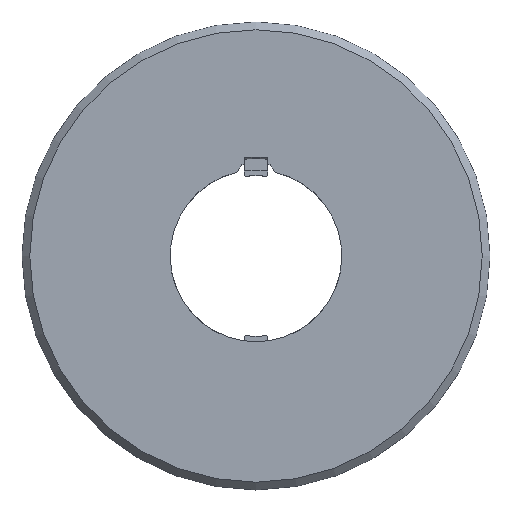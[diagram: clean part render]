
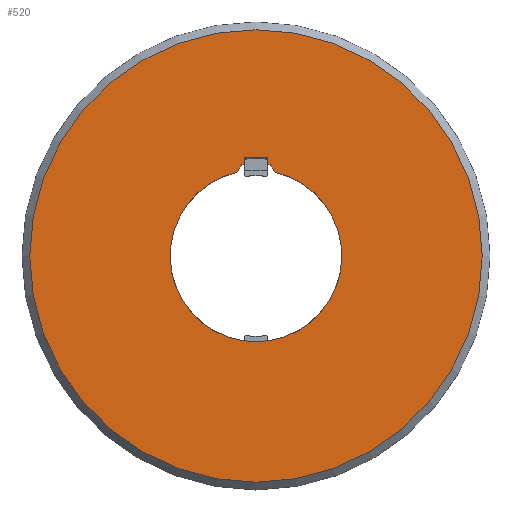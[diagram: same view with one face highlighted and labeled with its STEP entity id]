
A CAD part, top view. The second image highlights one B-rep face of the part: STEP entity #520.
In plain terms, the highlighted planar face has unit normal (0, 0, 1).
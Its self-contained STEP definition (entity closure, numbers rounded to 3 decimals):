
#8 = EDGE_LOOP ( 'NONE', ( #38 ) ) ;
#23 = CIRCLE ( 'NONE', #384, 12.7 ) ;
#38 = ORIENTED_EDGE ( 'NONE', *, *, #1001, .T. ) ;
#40 = DIRECTION ( 'NONE',  ( 0., 0., 1. ) ) ;
#70 = DIRECTION ( 'NONE',  ( 1., 0., 0. ) ) ;
#101 = LINE ( 'NONE', #205, #1006 ) ;
#133 = VERTEX_POINT ( 'NONE', #868 ) ;
#136 = ORIENTED_EDGE ( 'NONE', *, *, #536, .T. ) ;
#145 = EDGE_CURVE ( 'NONE', #1101, #195, #1051, .T. ) ;
#176 = AXIS2_PLACEMENT_3D ( 'NONE', #581, #740, #1039 ) ;
#185 = CARTESIAN_POINT ( 'NONE',  ( -1.5, 11.7, 1.5 ) ) ;
#186 = DIRECTION ( 'NONE',  ( 0., -1., 0. ) ) ;
#195 = VERTEX_POINT ( 'NONE', #785 ) ;
#205 = CARTESIAN_POINT ( 'NONE',  ( -1.625, 11.7, 1.5 ) ) ;
#207 = DIRECTION ( 'NONE',  ( 0.578, -0.816, 0. ) ) ;
#224 = DIRECTION ( 'NONE',  ( 0.578, 0.816, 0. ) ) ;
#235 = CARTESIAN_POINT ( 'NONE',  ( 1.5, 0., 1.5 ) ) ;
#267 = VERTEX_POINT ( 'NONE', #730 ) ;
#277 = FACE_BOUND ( 'NONE', #566, .T. ) ;
#302 = CIRCLE ( 'NONE', #1095, 29. ) ;
#363 = ORIENTED_EDGE ( 'NONE', *, *, #744, .T. ) ;
#381 = CARTESIAN_POINT ( 'NONE',  ( 1.5, 11.7, 1.5 ) ) ;
#384 = AXIS2_PLACEMENT_3D ( 'NONE', #751, #764, #186 ) ;
#406 = ORIENTED_EDGE ( 'NONE', *, *, #549, .T. ) ;
#420 = VERTEX_POINT ( 'NONE', #484 ) ;
#463 = ORIENTED_EDGE ( 'NONE', *, *, #985, .T. ) ;
#465 = CARTESIAN_POINT ( 'NONE',  ( -1.5, 0., 1.5 ) ) ;
#475 = DIRECTION ( 'NONE',  ( 1., 0., 0. ) ) ;
#484 = CARTESIAN_POINT ( 'NONE',  ( 1.8, 11.7, 1.5 ) ) ;
#511 = LINE ( 'NONE', #235, #605 ) ;
#520 = ADVANCED_FACE ( 'NONE', ( #674, #277 ), #928, .T. ) ;
#521 = LINE ( 'NONE', #1082, #921 ) ;
#532 = VERTEX_POINT ( 'NONE', #381 ) ;
#536 = EDGE_CURVE ( 'NONE', #195, #1152, #101, .T. ) ;
#549 = EDGE_CURVE ( 'NONE', #133, #1101, #909, .T. ) ;
#564 = CARTESIAN_POINT ( 'NONE',  ( 0., 0., 1.5 ) ) ;
#566 = EDGE_LOOP ( 'NONE', ( #363, #695, #463, #406, #924, #136, #600, #578 ) ) ;
#567 = EDGE_CURVE ( 'NONE', #1152, #651, #1018, .T. ) ;
#570 = CARTESIAN_POINT ( 'NONE',  ( -1.5, 12.611, 1.5 ) ) ;
#578 = ORIENTED_EDGE ( 'NONE', *, *, #584, .T. ) ;
#581 = CARTESIAN_POINT ( 'NONE',  ( 0., 0., 1.5 ) ) ;
#584 = EDGE_CURVE ( 'NONE', #651, #760, #23, .T. ) ;
#600 = ORIENTED_EDGE ( 'NONE', *, *, #567, .T. ) ;
#605 = VECTOR ( 'NONE', #878, 1000. ) ;
#622 = VECTOR ( 'NONE', #207, 1000. ) ;
#639 = AXIS2_PLACEMENT_3D ( 'NONE', #564, #949, #941 ) ;
#651 = VERTEX_POINT ( 'NONE', #570 ) ;
#674 = FACE_OUTER_BOUND ( 'NONE', #8, .T. ) ;
#695 = ORIENTED_EDGE ( 'NONE', *, *, #791, .T. ) ;
#706 = CARTESIAN_POINT ( 'NONE',  ( 1.5, 12.611, 1.5 ) ) ;
#730 = CARTESIAN_POINT ( 'NONE',  ( -29., 0., 1.5 ) ) ;
#740 = DIRECTION ( 'NONE',  ( 0., 0., -1. ) ) ;
#744 = EDGE_CURVE ( 'NONE', #760, #532, #511, .T. ) ;
#751 = CARTESIAN_POINT ( 'NONE',  ( 0., 0., 1.5 ) ) ;
#760 = VERTEX_POINT ( 'NONE', #706 ) ;
#764 = DIRECTION ( 'NONE',  ( 0., 0., -1. ) ) ;
#782 = DIRECTION ( 'NONE',  ( -1., 0., 0. ) ) ;
#785 = CARTESIAN_POINT ( 'NONE',  ( -1.8, 11.7, 1.5 ) ) ;
#791 = EDGE_CURVE ( 'NONE', #532, #420, #521, .T. ) ;
#797 = LINE ( 'NONE', #956, #622 ) ;
#857 = CARTESIAN_POINT ( 'NONE',  ( 0., 0., 1.5 ) ) ;
#868 = CARTESIAN_POINT ( 'NONE',  ( 2.5, 10.712, 1.5 ) ) ;
#878 = DIRECTION ( 'NONE',  ( 0., -1., 0. ) ) ;
#885 = CARTESIAN_POINT ( 'NONE',  ( -2.5, 10.712, 1.5 ) ) ;
#909 = CIRCLE ( 'NONE', #176, 11. ) ;
#917 = VECTOR ( 'NONE', #224, 1000. ) ;
#921 = VECTOR ( 'NONE', #70, 1000. ) ;
#924 = ORIENTED_EDGE ( 'NONE', *, *, #145, .T. ) ;
#928 = PLANE ( 'NONE',  #639 ) ;
#941 = DIRECTION ( 'NONE',  ( 1., 0., 0. ) ) ;
#944 = VECTOR ( 'NONE', #1102, 1000. ) ;
#949 = DIRECTION ( 'NONE',  ( 0., 0., 1. ) ) ;
#956 = CARTESIAN_POINT ( 'NONE',  ( 1.8, 11.7, 1.5 ) ) ;
#985 = EDGE_CURVE ( 'NONE', #420, #133, #797, .T. ) ;
#990 = CARTESIAN_POINT ( 'NONE',  ( -2.5, 10.712, 1.5 ) ) ;
#1001 = EDGE_CURVE ( 'NONE', #267, #267, #302, .T. ) ;
#1006 = VECTOR ( 'NONE', #475, 1000. ) ;
#1018 = LINE ( 'NONE', #465, #944 ) ;
#1039 = DIRECTION ( 'NONE',  ( -1., 0., 0. ) ) ;
#1051 = LINE ( 'NONE', #885, #917 ) ;
#1082 = CARTESIAN_POINT ( 'NONE',  ( 1.8, 11.7, 1.5 ) ) ;
#1095 = AXIS2_PLACEMENT_3D ( 'NONE', #857, #40, #782 ) ;
#1101 = VERTEX_POINT ( 'NONE', #990 ) ;
#1102 = DIRECTION ( 'NONE',  ( 0., 1., 0. ) ) ;
#1152 = VERTEX_POINT ( 'NONE', #185 ) ;
